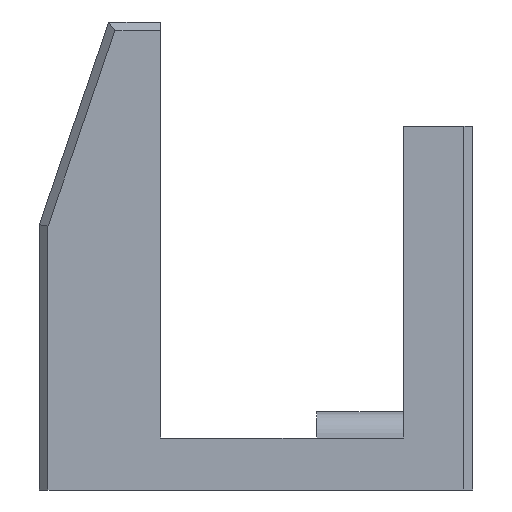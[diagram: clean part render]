
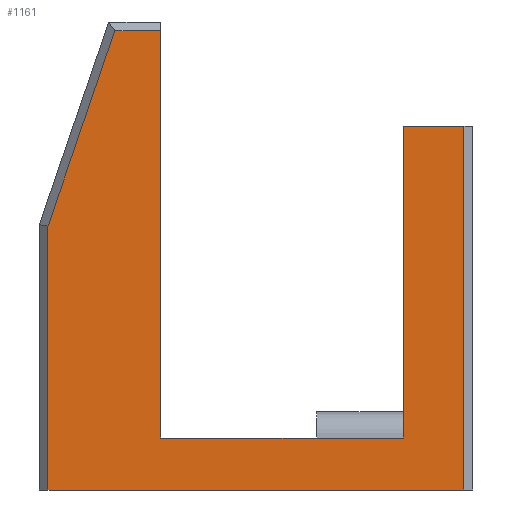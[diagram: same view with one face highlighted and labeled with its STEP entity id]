
A CAD part, left-side view. The second image highlights one B-rep face of the part: STEP entity #1161.
In plain terms, the highlighted planar face has unit normal (-1, 0, 0).
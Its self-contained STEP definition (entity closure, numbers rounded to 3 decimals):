
#44=FACE_OUTER_BOUND('',#101,.T.);
#101=EDGE_LOOP('',(#802,#803,#804,#805,#806,#807,#808,#809,#810));
#167=LINE('',#1604,#327);
#196=LINE('',#1662,#356);
#197=LINE('',#1665,#357);
#198=LINE('',#1667,#358);
#199=LINE('',#1669,#359);
#200=LINE('',#1671,#360);
#201=LINE('',#1673,#361);
#202=LINE('',#1674,#362);
#203=LINE('',#1675,#363);
#327=VECTOR('',#1305,10.);
#356=VECTOR('',#1340,10.);
#357=VECTOR('',#1343,10.);
#358=VECTOR('',#1344,10.);
#359=VECTOR('',#1345,10.);
#360=VECTOR('',#1346,10.);
#361=VECTOR('',#1347,10.);
#362=VECTOR('',#1348,10.);
#363=VECTOR('',#1349,10.);
#486=VERTEX_POINT('',#1601);
#487=VERTEX_POINT('',#1603);
#510=VERTEX_POINT('',#1655);
#513=VERTEX_POINT('',#1660);
#514=VERTEX_POINT('',#1664);
#515=VERTEX_POINT('',#1666);
#516=VERTEX_POINT('',#1668);
#517=VERTEX_POINT('',#1670);
#518=VERTEX_POINT('',#1672);
#599=EDGE_CURVE('',#486,#487,#167,.T.);
#628=EDGE_CURVE('',#513,#510,#196,.T.);
#629=EDGE_CURVE('',#514,#513,#197,.T.);
#630=EDGE_CURVE('',#515,#514,#198,.T.);
#631=EDGE_CURVE('',#516,#515,#199,.T.);
#632=EDGE_CURVE('',#517,#516,#200,.T.);
#633=EDGE_CURVE('',#518,#517,#201,.T.);
#634=EDGE_CURVE('',#487,#518,#202,.T.);
#635=EDGE_CURVE('',#510,#486,#203,.T.);
#802=ORIENTED_EDGE('',*,*,#628,.F.);
#803=ORIENTED_EDGE('',*,*,#629,.F.);
#804=ORIENTED_EDGE('',*,*,#630,.F.);
#805=ORIENTED_EDGE('',*,*,#631,.F.);
#806=ORIENTED_EDGE('',*,*,#632,.F.);
#807=ORIENTED_EDGE('',*,*,#633,.F.);
#808=ORIENTED_EDGE('',*,*,#634,.F.);
#809=ORIENTED_EDGE('',*,*,#599,.F.);
#810=ORIENTED_EDGE('',*,*,#635,.F.);
#1109=PLANE('',#1232);
#1161=ADVANCED_FACE('',(#44),#1109,.T.);
#1232=AXIS2_PLACEMENT_3D('',#1663,#1341,#1342);
#1305=DIRECTION('',(0.,-1.,0.));
#1340=DIRECTION('',(0.,-1.,0.));
#1341=DIRECTION('center_axis',(-1.,0.,0.));
#1342=DIRECTION('ref_axis',(0.,-1.,0.));
#1343=DIRECTION('',(0.,-0.324,0.946));
#1344=DIRECTION('',(0.,0.,1.));
#1345=DIRECTION('',(0.,1.,0.));
#1346=DIRECTION('',(0.,0.,-1.));
#1347=DIRECTION('',(0.,-1.,0.));
#1348=DIRECTION('',(0.,0.,1.));
#1349=DIRECTION('',(0.,0.,-1.));
#1601=CARTESIAN_POINT('',(-100.,-19.,6.));
#1603=CARTESIAN_POINT('',(-100.,-47.,6.));
#1604=CARTESIAN_POINT('',(-100.,-55.,6.));
#1655=CARTESIAN_POINT('',(-100.,-19.,53.));
#1660=CARTESIAN_POINT('',(-100.,-13.715,53.));
#1662=CARTESIAN_POINT('',(-100.,-5.,53.));
#1663=CARTESIAN_POINT('Origin',(-100.,0.,0.));
#1664=CARTESIAN_POINT('',(-100.,-6.,30.449));
#1665=CARTESIAN_POINT('',(-100.,1.504,8.515));
#1666=CARTESIAN_POINT('',(-100.,-6.,0.));
#1667=CARTESIAN_POINT('',(-100.,-6.,0.));
#1668=CARTESIAN_POINT('',(-100.,-54.,0.));
#1669=CARTESIAN_POINT('',(-100.,-55.,0.));
#1670=CARTESIAN_POINT('',(-100.,-54.,42.));
#1671=CARTESIAN_POINT('',(-100.,-54.,0.));
#1672=CARTESIAN_POINT('',(-100.,-47.,42.));
#1673=CARTESIAN_POINT('',(-100.,-47.,42.));
#1674=CARTESIAN_POINT('',(-100.,-47.,6.));
#1675=CARTESIAN_POINT('',(-100.,-19.,54.));
